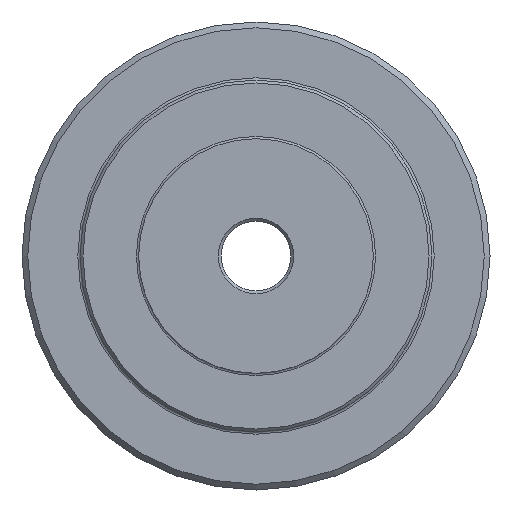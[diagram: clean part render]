
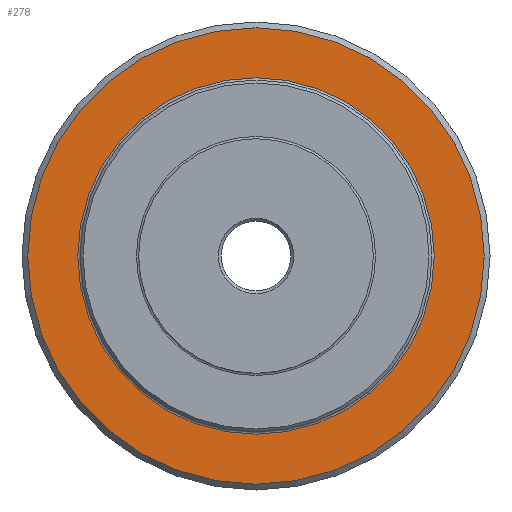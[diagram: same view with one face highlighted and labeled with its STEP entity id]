
A CAD part, left-side view. The second image highlights one B-rep face of the part: STEP entity #278.
In plain terms, the highlighted planar face has unit normal (-1, 0, 0).
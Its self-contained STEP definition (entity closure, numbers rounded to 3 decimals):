
#19=FACE_BOUND('',#62,.T.);
#25=PLANE('',#328);
#40=FACE_OUTER_BOUND('',#61,.T.);
#61=EDGE_LOOP('',(#211));
#62=EDGE_LOOP('',(#212));
#110=CIRCLE('',#327,19.65);
#111=CIRCLE('',#329,15.35);
#137=VERTEX_POINT('',#490);
#138=VERTEX_POINT('',#494);
#163=EDGE_CURVE('',#137,#137,#110,.T.);
#165=EDGE_CURVE('',#138,#138,#111,.T.);
#211=ORIENTED_EDGE('',*,*,#163,.F.);
#212=ORIENTED_EDGE('',*,*,#165,.F.);
#278=ADVANCED_FACE('',(#40,#19),#25,.T.);
#327=AXIS2_PLACEMENT_3D('',#491,#388,#389);
#328=AXIS2_PLACEMENT_3D('',#493,#391,#392);
#329=AXIS2_PLACEMENT_3D('',#495,#393,#394);
#388=DIRECTION('center_axis',(1.,0.,0.));
#389=DIRECTION('ref_axis',(0.,0.,-1.));
#391=DIRECTION('center_axis',(-1.,0.,0.));
#392=DIRECTION('ref_axis',(0.,0.,1.));
#393=DIRECTION('center_axis',(-1.,0.,0.));
#394=DIRECTION('ref_axis',(0.,0.,-1.));
#490=CARTESIAN_POINT('',(-19.1,0.,19.65));
#491=CARTESIAN_POINT('Origin',(-19.1,0.,0.));
#493=CARTESIAN_POINT('Origin',(-19.1,0.,15.15));
#494=CARTESIAN_POINT('',(-19.1,0.,-15.35));
#495=CARTESIAN_POINT('Origin',(-19.1,0.,0.));
